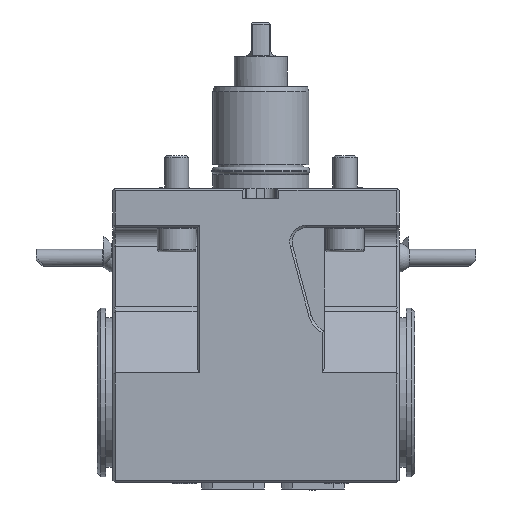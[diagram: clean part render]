
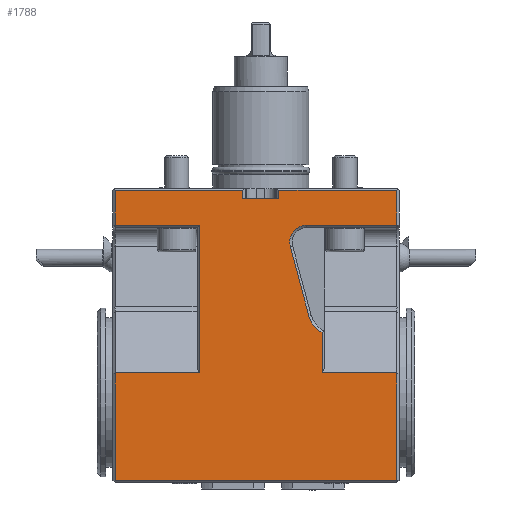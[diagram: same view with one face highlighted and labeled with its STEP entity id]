
A CAD part, front view. The second image highlights one B-rep face of the part: STEP entity #1788.
In plain terms, the highlighted planar face has unit normal (0, -1, 0).
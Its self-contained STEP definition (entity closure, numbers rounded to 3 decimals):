
#134=LINE('',#10432,#572);
#226=LINE('',#10759,#664);
#241=LINE('',#10817,#679);
#277=LINE('',#10935,#715);
#297=LINE('',#10983,#735);
#306=LINE('',#11009,#744);
#352=LINE('',#11117,#790);
#389=LINE('',#11203,#827);
#390=LINE('',#11208,#828);
#391=LINE('',#11209,#829);
#392=LINE('',#11211,#830);
#393=LINE('',#11213,#831);
#394=LINE('',#11214,#832);
#395=LINE('',#11216,#833);
#396=LINE('',#11218,#834);
#397=LINE('',#11219,#835);
#398=LINE('',#11221,#836);
#572=VECTOR('',#7867,1.);
#664=VECTOR('',#8125,1.);
#679=VECTOR('',#8168,1.);
#715=VECTOR('',#8272,1.);
#735=VECTOR('',#8316,1.);
#744=VECTOR('',#8345,1.);
#790=VECTOR('',#8453,1.);
#827=VECTOR('',#8550,1.);
#828=VECTOR('',#8553,1.);
#829=VECTOR('',#8554,1.);
#830=VECTOR('',#8555,1.);
#831=VECTOR('',#8556,1.);
#832=VECTOR('',#8557,1.);
#833=VECTOR('',#8558,1.);
#834=VECTOR('',#8559,1.);
#835=VECTOR('',#8560,1.);
#836=VECTOR('',#8561,1.);
#1788=ADVANCED_FACE('',(#2326),#2061,.T.);
#2061=PLANE('',#6966);
#2326=FACE_OUTER_BOUND('',#2812,.T.);
#2812=EDGE_LOOP('',(#4164,#4165,#4166,#4167,#4168,#4169,#4170,#4171,#4172,
#4173,#4174,#4175,#4176,#4177,#4178,#4179,#4180,#4181,#4182));
#4164=ORIENTED_EDGE('',*,*,#5914,.T.);
#4165=ORIENTED_EDGE('',*,*,#5915,.T.);
#4166=ORIENTED_EDGE('',*,*,#5916,.T.);
#4167=ORIENTED_EDGE('',*,*,#5777,.T.);
#4168=ORIENTED_EDGE('',*,*,#5725,.T.);
#4169=ORIENTED_EDGE('',*,*,#5917,.T.);
#4170=ORIENTED_EDGE('',*,*,#5918,.T.);
#4171=ORIENTED_EDGE('',*,*,#5919,.T.);
#4172=ORIENTED_EDGE('',*,*,#5702,.T.);
#4173=ORIENTED_EDGE('',*,*,#5557,.T.);
#4174=ORIENTED_EDGE('',*,*,#5920,.T.);
#4175=ORIENTED_EDGE('',*,*,#5921,.T.);
#4176=ORIENTED_EDGE('',*,*,#5922,.T.);
#4177=ORIENTED_EDGE('',*,*,#5870,.T.);
#4178=ORIENTED_EDGE('',*,*,#5814,.T.);
#4179=ORIENTED_EDGE('',*,*,#5801,.T.);
#4180=ORIENTED_EDGE('',*,*,#5923,.F.);
#4181=ORIENTED_EDGE('',*,*,#5924,.T.);
#4182=ORIENTED_EDGE('',*,*,#5925,.T.);
#4909=VERTEX_POINT('',#10431);
#4910=VERTEX_POINT('',#10433);
#5030=VERTEX_POINT('',#10760);
#5043=VERTEX_POINT('',#10818);
#5044=VERTEX_POINT('',#10819);
#5075=VERTEX_POINT('',#10936);
#5090=VERTEX_POINT('',#10980);
#5091=VERTEX_POINT('',#10984);
#5096=VERTEX_POINT('',#11005);
#5129=VERTEX_POINT('',#11118);
#5148=VERTEX_POINT('',#11204);
#5149=VERTEX_POINT('',#11205);
#5150=VERTEX_POINT('',#11207);
#5151=VERTEX_POINT('',#11210);
#5152=VERTEX_POINT('',#11212);
#5153=VERTEX_POINT('',#11215);
#5154=VERTEX_POINT('',#11217);
#5155=VERTEX_POINT('',#11220);
#5156=VERTEX_POINT('',#11222);
#5557=EDGE_CURVE('',#4910,#4909,#134,.T.);
#5702=EDGE_CURVE('',#5030,#4910,#226,.T.);
#5725=EDGE_CURVE('',#5043,#5044,#241,.T.);
#5777=EDGE_CURVE('',#5075,#5043,#277,.T.);
#5801=EDGE_CURVE('',#5091,#5090,#297,.T.);
#5814=EDGE_CURVE('',#5096,#5091,#306,.T.);
#5870=EDGE_CURVE('',#5129,#5096,#352,.T.);
#5914=EDGE_CURVE('',#5148,#5149,#389,.T.);
#5915=EDGE_CURVE('',#5149,#5150,#6338,.T.);
#5916=EDGE_CURVE('',#5150,#5075,#390,.T.);
#5917=EDGE_CURVE('',#5044,#5151,#391,.T.);
#5918=EDGE_CURVE('',#5151,#5152,#392,.T.);
#5919=EDGE_CURVE('',#5152,#5030,#393,.T.);
#5920=EDGE_CURVE('',#4909,#5153,#394,.T.);
#5921=EDGE_CURVE('',#5153,#5154,#395,.T.);
#5922=EDGE_CURVE('',#5154,#5129,#396,.T.);
#5923=EDGE_CURVE('',#5155,#5090,#397,.T.);
#5924=EDGE_CURVE('',#5155,#5156,#398,.T.);
#5925=EDGE_CURVE('',#5156,#5148,#6339,.T.);
#6338=CIRCLE('',#6964,7.);
#6339=CIRCLE('',#6965,11.);
#6964=AXIS2_PLACEMENT_3D('',#11206,#8551,#8552);
#6965=AXIS2_PLACEMENT_3D('',#11223,#8562,#8563);
#6966=AXIS2_PLACEMENT_3D('',#11224,#8564,#8565);
#7867=DIRECTION('',(0.,0.,-1.));
#8125=DIRECTION('',(-1.,0.,0.));
#8168=DIRECTION('',(-1.,0.,0.));
#8272=DIRECTION('',(0.,0.,1.));
#8316=DIRECTION('',(0.,0.,1.));
#8345=DIRECTION('',(1.,0.,0.));
#8453=DIRECTION('',(0.,0.,-1.));
#8550=DIRECTION('',(-0.259,0.,0.966));
#8551=DIRECTION('',(0.,1.,0.));
#8552=DIRECTION('',(1.,0.,0.));
#8553=DIRECTION('',(1.,0.,0.));
#8554=DIRECTION('',(0.,0.,-1.));
#8555=DIRECTION('',(-1.,0.,0.));
#8556=DIRECTION('',(0.,0.,1.));
#8557=DIRECTION('',(1.,0.,0.));
#8558=DIRECTION('',(0.,0.,-1.));
#8559=DIRECTION('',(-1.,0.,0.));
#8560=DIRECTION('',(1.,0.,0.));
#8561=DIRECTION('',(0.,0.,1.));
#8562=DIRECTION('',(0.,1.,0.));
#8563=DIRECTION('',(1.,0.,0.));
#8564=DIRECTION('',(0.,-1.,0.));
#8565=DIRECTION('',(1.,0.,0.));
#10431=CARTESIAN_POINT('',(-60.5,-40.,-15.5));
#10432=CARTESIAN_POINT('',(-60.5,-40.,-122.5));
#10433=CARTESIAN_POINT('',(-60.5,-40.,-1.));
#10759=CARTESIAN_POINT('',(-61.5,-40.,-1.));
#10760=CARTESIAN_POINT('',(-7.5,-40.,-1.));
#10817=CARTESIAN_POINT('',(6.8,-40.,-1.));
#10818=CARTESIAN_POINT('',(56.5,-40.,-1.));
#10819=CARTESIAN_POINT('',(7.5,-40.,-1.));
#10935=CARTESIAN_POINT('',(56.5,-40.,-1.));
#10936=CARTESIAN_POINT('',(56.5,-40.,-15.5));
#10980=CARTESIAN_POINT('',(56.5,-40.,-76.857));
#10983=CARTESIAN_POINT('',(56.5,-40.,-1.));
#10984=CARTESIAN_POINT('',(56.5,-40.,-121.5));
#11005=CARTESIAN_POINT('',(-60.5,-40.,-121.5));
#11009=CARTESIAN_POINT('',(57.5,-40.,-121.5));
#11117=CARTESIAN_POINT('',(-60.5,-40.,-122.5));
#11118=CARTESIAN_POINT('',(-60.5,-40.,-76.857));
#11203=CARTESIAN_POINT('',(31.846,-40.,-97.488));
#11204=CARTESIAN_POINT('',(19.988,-40.,-53.232));
#11205=CARTESIAN_POINT('',(12.239,-40.,-24.312));
#11206=CARTESIAN_POINT('',(19.,-40.,-22.5));
#11207=CARTESIAN_POINT('',(19.,-40.,-15.5));
#11208=CARTESIAN_POINT('',(-61.5,-40.,-15.5));
#11209=CARTESIAN_POINT('',(7.5,-40.,-4.5));
#11210=CARTESIAN_POINT('',(7.5,-40.,-4.5));
#11211=CARTESIAN_POINT('',(-61.5,-40.,-4.5));
#11212=CARTESIAN_POINT('',(-7.5,-40.,-4.5));
#11213=CARTESIAN_POINT('',(-7.5,-40.,-0.3));
#11214=CARTESIAN_POINT('',(-61.5,-40.,-15.5));
#11215=CARTESIAN_POINT('',(-25.5,-40.,-15.5));
#11216=CARTESIAN_POINT('',(-25.5,-40.,-76.857));
#11217=CARTESIAN_POINT('',(-25.5,-40.,-76.857));
#11218=CARTESIAN_POINT('',(-26.5,-40.,-76.857));
#11219=CARTESIAN_POINT('',(26.5,-40.,-76.857));
#11220=CARTESIAN_POINT('',(25.5,-40.,-76.857));
#11221=CARTESIAN_POINT('',(25.5,-40.,-59.5));
#11222=CARTESIAN_POINT('',(25.5,-40.,-60.124));
#11223=CARTESIAN_POINT('',(30.613,-40.,-50.385));
#11224=CARTESIAN_POINT('',(0.,-40.,-63.387));
